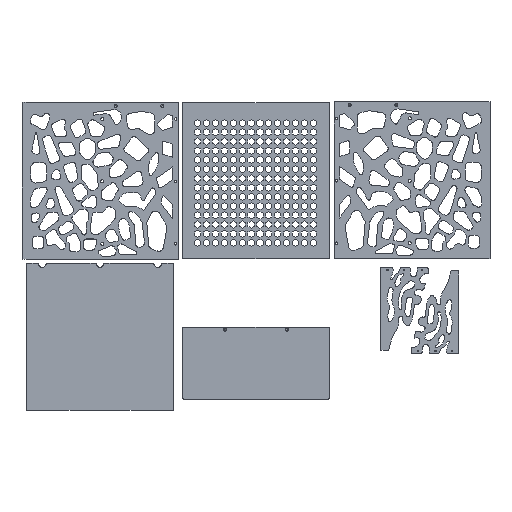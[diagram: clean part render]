
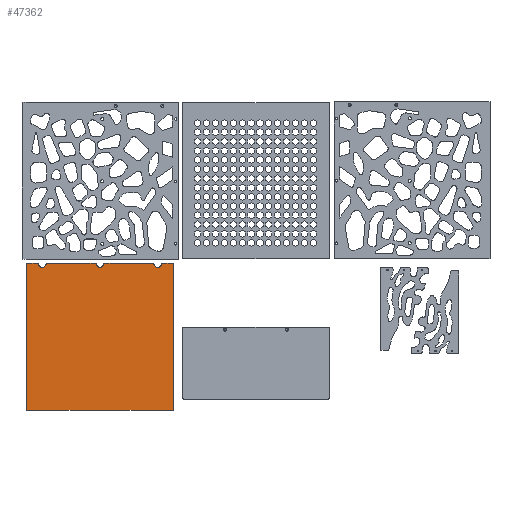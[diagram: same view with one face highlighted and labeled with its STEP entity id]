
A CAD part, top view. The second image highlights one B-rep face of the part: STEP entity #47362.
In plain terms, the highlighted planar face has unit normal (0, 0, 1).
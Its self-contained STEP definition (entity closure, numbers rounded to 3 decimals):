
#1098=CIRCLE('',#50734,12.5);
#1100=CIRCLE('',#50737,12.5);
#1102=CIRCLE('',#50740,12.5);
#4507=FACE_OUTER_BOUND('',#7382,.T.);
#7382=EDGE_LOOP('',(#43328,#43329,#43330,#43331,#43332,#43333,#43334,#43335,
#43336,#43337,#43338,#43339,#43340,#43341));
#13030=LINE('',#76491,#18695);
#13031=LINE('',#76493,#18696);
#13032=LINE('',#76495,#18697);
#13033=LINE('',#76497,#18698);
#13034=LINE('',#76499,#18699);
#13035=LINE('',#76501,#18700);
#13036=LINE('',#76503,#18701);
#13037=LINE('',#76505,#18702);
#13038=LINE('',#76506,#18703);
#13039=LINE('',#76507,#18704);
#13040=LINE('',#76508,#18705);
#18695=VECTOR('',#63008,10.);
#18696=VECTOR('',#63009,10.);
#18697=VECTOR('',#63010,10.);
#18698=VECTOR('',#63011,10.);
#18699=VECTOR('',#63012,10.);
#18700=VECTOR('',#63013,10.);
#18701=VECTOR('',#63014,10.);
#18702=VECTOR('',#63015,10.);
#18703=VECTOR('',#63016,10.);
#18704=VECTOR('',#63017,10.);
#18705=VECTOR('',#63018,10.);
#23188=VERTEX_POINT('',#76463);
#23189=VERTEX_POINT('',#76464);
#23192=VERTEX_POINT('',#76472);
#23193=VERTEX_POINT('',#76473);
#23196=VERTEX_POINT('',#76481);
#23197=VERTEX_POINT('',#76482);
#23200=VERTEX_POINT('',#76490);
#23201=VERTEX_POINT('',#76492);
#23202=VERTEX_POINT('',#76494);
#23203=VERTEX_POINT('',#76496);
#23204=VERTEX_POINT('',#76498);
#23205=VERTEX_POINT('',#76500);
#23206=VERTEX_POINT('',#76502);
#23207=VERTEX_POINT('',#76504);
#29902=EDGE_CURVE('',#23188,#23189,#1098,.T.);
#29906=EDGE_CURVE('',#23192,#23193,#1100,.T.);
#29910=EDGE_CURVE('',#23196,#23197,#1102,.T.);
#29914=EDGE_CURVE('',#23189,#23200,#13030,.T.);
#29915=EDGE_CURVE('',#23200,#23201,#13031,.T.);
#29916=EDGE_CURVE('',#23201,#23202,#13032,.T.);
#29917=EDGE_CURVE('',#23202,#23203,#13033,.F.);
#29918=EDGE_CURVE('',#23203,#23204,#13034,.F.);
#29919=EDGE_CURVE('',#23204,#23205,#13035,.F.);
#29920=EDGE_CURVE('',#23205,#23206,#13036,.T.);
#29921=EDGE_CURVE('',#23206,#23207,#13037,.T.);
#29922=EDGE_CURVE('',#23207,#23196,#13038,.T.);
#29923=EDGE_CURVE('',#23197,#23192,#13039,.T.);
#29924=EDGE_CURVE('',#23193,#23188,#13040,.T.);
#43328=ORIENTED_EDGE('',*,*,#29902,.T.);
#43329=ORIENTED_EDGE('',*,*,#29914,.T.);
#43330=ORIENTED_EDGE('',*,*,#29915,.T.);
#43331=ORIENTED_EDGE('',*,*,#29916,.T.);
#43332=ORIENTED_EDGE('',*,*,#29917,.T.);
#43333=ORIENTED_EDGE('',*,*,#29918,.T.);
#43334=ORIENTED_EDGE('',*,*,#29919,.T.);
#43335=ORIENTED_EDGE('',*,*,#29920,.T.);
#43336=ORIENTED_EDGE('',*,*,#29921,.T.);
#43337=ORIENTED_EDGE('',*,*,#29922,.T.);
#43338=ORIENTED_EDGE('',*,*,#29910,.T.);
#43339=ORIENTED_EDGE('',*,*,#29923,.T.);
#43340=ORIENTED_EDGE('',*,*,#29906,.T.);
#43341=ORIENTED_EDGE('',*,*,#29924,.T.);
#45113=PLANE('',#50742);
#47362=ADVANCED_FACE('',(#4507),#45113,.T.);
#50734=AXIS2_PLACEMENT_3D('',#76465,#62984,#62985);
#50737=AXIS2_PLACEMENT_3D('',#76474,#62992,#62993);
#50740=AXIS2_PLACEMENT_3D('',#76483,#63000,#63001);
#50742=AXIS2_PLACEMENT_3D('',#76489,#63006,#63007);
#62984=DIRECTION('center_axis',(0.,0.,-1.));
#62985=DIRECTION('ref_axis',(-1.,0.,0.));
#62992=DIRECTION('center_axis',(0.,0.,-1.));
#62993=DIRECTION('ref_axis',(-1.,0.,0.));
#63000=DIRECTION('center_axis',(0.,0.,-1.));
#63001=DIRECTION('ref_axis',(-1.,0.,0.));
#63006=DIRECTION('center_axis',(0.,0.,1.));
#63007=DIRECTION('ref_axis',(1.,0.,0.));
#63008=DIRECTION('',(-1.,0.,0.));
#63009=DIRECTION('',(0.,-1.,0.));
#63010=DIRECTION('',(1.,0.,0.));
#63011=DIRECTION('',(0.,-1.,0.));
#63012=DIRECTION('',(-1.,0.,0.));
#63013=DIRECTION('',(0.,1.,0.));
#63014=DIRECTION('',(1.,0.,0.));
#63015=DIRECTION('',(0.,1.,0.));
#63016=DIRECTION('',(-1.,0.,0.));
#63017=DIRECTION('',(-1.,0.,0.));
#63018=DIRECTION('',(-1.,0.,0.));
#76463=CARTESIAN_POINT('',(-1197.5,-90.,243.));
#76464=CARTESIAN_POINT('',(-1222.5,-90.,243.));
#76465=CARTESIAN_POINT('Origin',(-1210.,-90.,243.));
#76472=CARTESIAN_POINT('',(-1012.5,-90.,243.));
#76473=CARTESIAN_POINT('',(-1037.5,-90.,243.));
#76474=CARTESIAN_POINT('Origin',(-1025.,-90.,243.));
#76481=CARTESIAN_POINT('',(-827.5,-90.,243.));
#76482=CARTESIAN_POINT('',(-852.5,-90.,243.));
#76483=CARTESIAN_POINT('Origin',(-840.,-90.,243.));
#76489=CARTESIAN_POINT('Origin',(-1025.,-325.,243.));
#76490=CARTESIAN_POINT('',(-1260.,-90.,243.));
#76491=CARTESIAN_POINT('',(-907.5,-90.,243.));
#76492=CARTESIAN_POINT('',(-1260.,-560.,243.));
#76493=CARTESIAN_POINT('',(-1260.,-75.,243.));
#76494=CARTESIAN_POINT('',(-1105.,-560.,243.));
#76495=CARTESIAN_POINT('',(-1260.,-560.,243.));
#76496=CARTESIAN_POINT('',(-1105.,-560.,243.));
#76497=CARTESIAN_POINT('',(-1105.,-560.,243.));
#76498=CARTESIAN_POINT('',(-945.,-560.,243.));
#76499=CARTESIAN_POINT('',(-1065.,-560.,243.));
#76500=CARTESIAN_POINT('',(-945.,-560.,243.));
#76501=CARTESIAN_POINT('',(-945.,-560.,243.));
#76502=CARTESIAN_POINT('',(-790.,-560.,243.));
#76503=CARTESIAN_POINT('',(-1260.,-560.,243.));
#76504=CARTESIAN_POINT('',(-790.,-90.,243.));
#76505=CARTESIAN_POINT('',(-790.,-575.,243.));
#76506=CARTESIAN_POINT('',(-907.5,-90.,243.));
#76507=CARTESIAN_POINT('',(-907.5,-90.,243.));
#76508=CARTESIAN_POINT('',(-907.5,-90.,243.));
